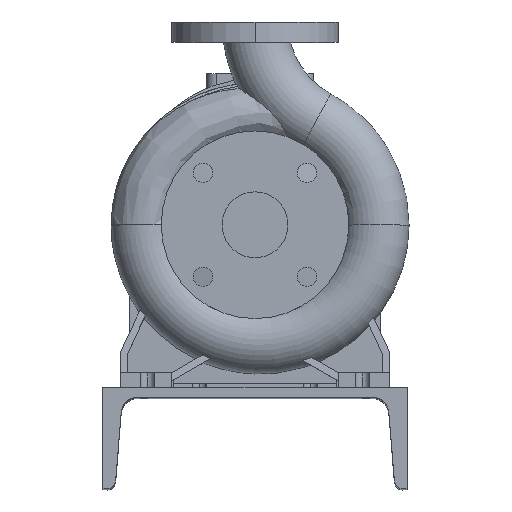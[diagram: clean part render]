
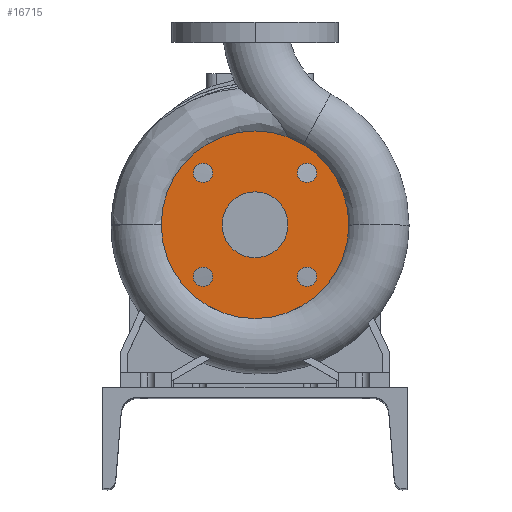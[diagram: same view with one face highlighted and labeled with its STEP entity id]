
A CAD part, top view. The second image highlights one B-rep face of the part: STEP entity #16715.
In plain terms, the highlighted planar face has unit normal (0, 0, 1).
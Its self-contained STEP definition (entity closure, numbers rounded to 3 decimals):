
#125 = DIRECTION ( 'NONE',  ( 0., 0., 1. ) ) ;
#205 = AXIS2_PLACEMENT_3D ( 'NONE', #15682, #18633, #15467 ) ;
#304 = EDGE_CURVE ( 'NONE', #7705, #13230, #19934, .T. ) ;
#378 = EDGE_LOOP ( 'NONE', ( #17907, #7503 ) ) ;
#430 = CARTESIAN_POINT ( 'NONE',  ( 51.265, -60.765, 100. ) ) ;
#927 = EDGE_LOOP ( 'NONE', ( #9435, #15426 ) ) ;
#1041 = DIRECTION ( 'NONE',  ( 0., 0., 1. ) ) ;
#1271 = DIRECTION ( 'NONE',  ( 0., -1., 0. ) ) ;
#1349 = ORIENTED_EDGE ( 'NONE', *, *, #20697, .F. ) ;
#1509 = FACE_BOUND ( 'NONE', #378, .T. ) ;
#1733 = CARTESIAN_POINT ( 'NONE',  ( 51.265, 51.265, 100. ) ) ;
#1885 = AXIS2_PLACEMENT_3D ( 'NONE', #17480, #125, #1271 ) ;
#2236 = CARTESIAN_POINT ( 'NONE',  ( 0., 92.5, 100. ) ) ;
#2753 = ORIENTED_EDGE ( 'NONE', *, *, #304, .F. ) ;
#2924 = AXIS2_PLACEMENT_3D ( 'NONE', #1733, #9779, #3237 ) ;
#2994 = DIRECTION ( 'NONE',  ( 0., -1., 0. ) ) ;
#3237 = DIRECTION ( 'NONE',  ( 1., 0., 0. ) ) ;
#3302 = DIRECTION ( 'NONE',  ( 0., 0., 1. ) ) ;
#3887 = CARTESIAN_POINT ( 'NONE',  ( -51.265, -41.765, 100. ) ) ;
#4374 = EDGE_CURVE ( 'NONE', #11225, #17919, #13368, .T. ) ;
#4436 = DIRECTION ( 'NONE',  ( 0., -1., 0. ) ) ;
#4915 = DIRECTION ( 'NONE',  ( 0., 0., -1. ) ) ;
#4921 = CARTESIAN_POINT ( 'NONE',  ( -51.265, -60.765, 100. ) ) ;
#5290 = VERTEX_POINT ( 'NONE', #2236 ) ;
#5443 = AXIS2_PLACEMENT_3D ( 'NONE', #9678, #13262, #19496 ) ;
#5842 = DIRECTION ( 'NONE',  ( 0., 0., 1. ) ) ;
#5922 = ORIENTED_EDGE ( 'NONE', *, *, #8427, .T. ) ;
#5940 = CARTESIAN_POINT ( 'NONE',  ( 0., 0., 100. ) ) ;
#5973 = AXIS2_PLACEMENT_3D ( 'NONE', #17484, #3302, #16220 ) ;
#6514 = FACE_BOUND ( 'NONE', #927, .T. ) ;
#6563 = CIRCLE ( 'NONE', #13299, 9.5 ) ;
#7380 = AXIS2_PLACEMENT_3D ( 'NONE', #17161, #5842, #15461 ) ;
#7435 = AXIS2_PLACEMENT_3D ( 'NONE', #10871, #9072, #10981 ) ;
#7503 = ORIENTED_EDGE ( 'NONE', *, *, #10792, .F. ) ;
#7705 = VERTEX_POINT ( 'NONE', #19401 ) ;
#7815 = DIRECTION ( 'NONE',  ( 1., 0., 0. ) ) ;
#7973 = CARTESIAN_POINT ( 'NONE',  ( 0., 0., 100. ) ) ;
#8427 = EDGE_CURVE ( 'NONE', #8870, #5290, #16522, .T. ) ;
#8771 = CIRCLE ( 'NONE', #5443, 9.5 ) ;
#8870 = VERTEX_POINT ( 'NONE', #17557 ) ;
#8920 = ORIENTED_EDGE ( 'NONE', *, *, #15495, .F. ) ;
#9072 = DIRECTION ( 'NONE',  ( 0., 0., 1. ) ) ;
#9400 = VERTEX_POINT ( 'NONE', #4921 ) ;
#9435 = ORIENTED_EDGE ( 'NONE', *, *, #19700, .F. ) ;
#9609 = CARTESIAN_POINT ( 'NONE',  ( 51.265, 51.265, 100. ) ) ;
#9613 = AXIS2_PLACEMENT_3D ( 'NONE', #16027, #12941, #2994 ) ;
#9678 = CARTESIAN_POINT ( 'NONE',  ( -51.265, -51.265, 100. ) ) ;
#9779 = DIRECTION ( 'NONE',  ( 0., 0., 1. ) ) ;
#9801 = CIRCLE ( 'NONE', #13836, 32.5 ) ;
#10147 = VERTEX_POINT ( 'NONE', #430 ) ;
#10345 = CIRCLE ( 'NONE', #5973, 9.5 ) ;
#10792 = EDGE_CURVE ( 'NONE', #13778, #9400, #8771, .T. ) ;
#10830 = CIRCLE ( 'NONE', #7435, 92.5 ) ;
#10871 = CARTESIAN_POINT ( 'NONE',  ( 0., 0., 100. ) ) ;
#10981 = DIRECTION ( 'NONE',  ( 0., -1., 0. ) ) ;
#11225 = VERTEX_POINT ( 'NONE', #19260 ) ;
#11450 = EDGE_CURVE ( 'NONE', #13230, #7705, #9801, .T. ) ;
#11931 = EDGE_CURVE ( 'NONE', #5290, #8870, #10830, .T. ) ;
#12321 = EDGE_LOOP ( 'NONE', ( #8920, #19268 ) ) ;
#12399 = VERTEX_POINT ( 'NONE', #16230 ) ;
#12623 = FACE_BOUND ( 'NONE', #12321, .T. ) ;
#12679 = DIRECTION ( 'NONE',  ( 0., 0., 1. ) ) ;
#12839 = FACE_OUTER_BOUND ( 'NONE', #18389, .T. ) ;
#12941 = DIRECTION ( 'NONE',  ( 0., 0., 1. ) ) ;
#12945 = PLANE ( 'NONE',  #19072 ) ;
#13053 = FACE_BOUND ( 'NONE', #20082, .T. ) ;
#13230 = VERTEX_POINT ( 'NONE', #18165 ) ;
#13262 = DIRECTION ( 'NONE',  ( 0., 0., 1. ) ) ;
#13299 = AXIS2_PLACEMENT_3D ( 'NONE', #20284, #1041, #4436 ) ;
#13368 = CIRCLE ( 'NONE', #1885, 9.5 ) ;
#13381 = ORIENTED_EDGE ( 'NONE', *, *, #11931, .T. ) ;
#13778 = VERTEX_POINT ( 'NONE', #3887 ) ;
#13836 = AXIS2_PLACEMENT_3D ( 'NONE', #5940, #14275, #20623 ) ;
#14275 = DIRECTION ( 'NONE',  ( 0., 0., 1. ) ) ;
#14300 = DIRECTION ( 'NONE',  ( 0., -1., 0. ) ) ;
#14679 = CIRCLE ( 'NONE', #9613, 9.5 ) ;
#15048 = AXIS2_PLACEMENT_3D ( 'NONE', #9609, #12679, #7815 ) ;
#15426 = ORIENTED_EDGE ( 'NONE', *, *, #19859, .F. ) ;
#15427 = CIRCLE ( 'NONE', #2924, 9.5 ) ;
#15461 = DIRECTION ( 'NONE',  ( 0., -1., 0. ) ) ;
#15467 = DIRECTION ( 'NONE',  ( 0., -1., 0. ) ) ;
#15495 = EDGE_CURVE ( 'NONE', #17919, #11225, #6563, .T. ) ;
#15682 = CARTESIAN_POINT ( 'NONE',  ( 51.265, -51.265, 100. ) ) ;
#15701 = CARTESIAN_POINT ( 'NONE',  ( -51.265, 41.765, 100. ) ) ;
#15962 = VERTEX_POINT ( 'NONE', #18684 ) ;
#16027 = CARTESIAN_POINT ( 'NONE',  ( -51.265, -51.265, 100. ) ) ;
#16220 = DIRECTION ( 'NONE',  ( 0., -1., 0. ) ) ;
#16230 = CARTESIAN_POINT ( 'NONE',  ( 41.765, 51.265, 100. ) ) ;
#16355 = EDGE_CURVE ( 'NONE', #9400, #13778, #14679, .T. ) ;
#16522 = CIRCLE ( 'NONE', #7380, 92.5 ) ;
#16715 = ADVANCED_FACE ( 'NONE', ( #1509, #13053, #12839, #17503, #12623, #6514 ), #12945, .F. ) ;
#17161 = CARTESIAN_POINT ( 'NONE',  ( 0., 0., 100. ) ) ;
#17480 = CARTESIAN_POINT ( 'NONE',  ( -51.265, 51.265, 100. ) ) ;
#17484 = CARTESIAN_POINT ( 'NONE',  ( 51.265, -51.265, 100. ) ) ;
#17503 = FACE_BOUND ( 'NONE', #18955, .T. ) ;
#17557 = CARTESIAN_POINT ( 'NONE',  ( 0., -92.5, 100. ) ) ;
#17572 = ORIENTED_EDGE ( 'NONE', *, *, #11450, .F. ) ;
#17724 = DIRECTION ( 'NONE',  ( 0., 1., 0. ) ) ;
#17813 = DIRECTION ( 'NONE',  ( 0., 0., 1. ) ) ;
#17907 = ORIENTED_EDGE ( 'NONE', *, *, #16355, .F. ) ;
#17919 = VERTEX_POINT ( 'NONE', #15701 ) ;
#18097 = CIRCLE ( 'NONE', #15048, 9.5 ) ;
#18106 = VERTEX_POINT ( 'NONE', #19789 ) ;
#18109 = CIRCLE ( 'NONE', #205, 9.5 ) ;
#18165 = CARTESIAN_POINT ( 'NONE',  ( 0., 32.5, 100. ) ) ;
#18389 = EDGE_LOOP ( 'NONE', ( #5922, #13381 ) ) ;
#18633 = DIRECTION ( 'NONE',  ( 0., 0., 1. ) ) ;
#18684 = CARTESIAN_POINT ( 'NONE',  ( 51.265, -41.765, 100. ) ) ;
#18922 = EDGE_CURVE ( 'NONE', #18106, #12399, #18097, .T. ) ;
#18929 = AXIS2_PLACEMENT_3D ( 'NONE', #7973, #17813, #14300 ) ;
#18955 = EDGE_LOOP ( 'NONE', ( #19287, #1349 ) ) ;
#19072 = AXIS2_PLACEMENT_3D ( 'NONE', #20667, #4915, #17724 ) ;
#19260 = CARTESIAN_POINT ( 'NONE',  ( -51.265, 60.765, 100. ) ) ;
#19268 = ORIENTED_EDGE ( 'NONE', *, *, #4374, .F. ) ;
#19287 = ORIENTED_EDGE ( 'NONE', *, *, #18922, .F. ) ;
#19401 = CARTESIAN_POINT ( 'NONE',  ( 0., -32.5, 100. ) ) ;
#19496 = DIRECTION ( 'NONE',  ( 0., -1., 0. ) ) ;
#19700 = EDGE_CURVE ( 'NONE', #10147, #15962, #18109, .T. ) ;
#19789 = CARTESIAN_POINT ( 'NONE',  ( 60.765, 51.265, 100. ) ) ;
#19859 = EDGE_CURVE ( 'NONE', #15962, #10147, #10345, .T. ) ;
#19934 = CIRCLE ( 'NONE', #18929, 32.5 ) ;
#20082 = EDGE_LOOP ( 'NONE', ( #2753, #17572 ) ) ;
#20284 = CARTESIAN_POINT ( 'NONE',  ( -51.265, 51.265, 100. ) ) ;
#20623 = DIRECTION ( 'NONE',  ( 0., -1., 0. ) ) ;
#20667 = CARTESIAN_POINT ( 'NONE',  ( 0., 92.5, 100. ) ) ;
#20697 = EDGE_CURVE ( 'NONE', #12399, #18106, #15427, .T. ) ;
